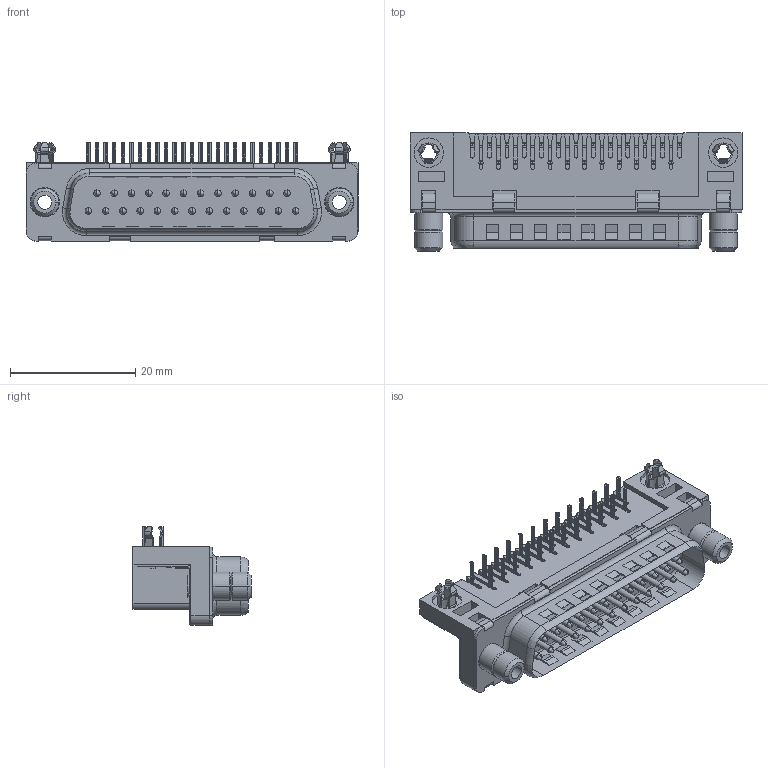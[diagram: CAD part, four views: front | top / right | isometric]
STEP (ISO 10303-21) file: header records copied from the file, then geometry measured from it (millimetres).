
FILE_DESCRIPTION((''),'2;1');
FILE_NAME('D25P33E4GV00LF','2007-07-30T',('vrajkris'),('FCI - CDC Division'),'PRO/ENGINEER BY PARAMETRIC TECHNOLOGY CORPORATION, 2006140','PRO/ENGINEER BY PARAMETRIC TECHNOLOGY CORPORATION, 2006140','');
FILE_SCHEMA(('CONFIG_CONTROL_DESIGN'));
Products named in the file (1): D25P33E4GV00LFC
Bounding box: 53.03 x 18.85 x 15.75 mm (x, y, z)
Volume: 5117.2 mm3; surface area: 7127.8 mm2
Topology: 1 solids, 3 shells, 2395 faces, 7039 edges, 4597 vertices
Faces by surface type: plane 1446, cylinder 737, torus 128, bspline 72, cone 12
Entity records: 83322 total; most frequent: CARTESIAN_POINT 18530, ORIENTED_EDGE 13978, DIRECTION 13243, EDGE_CURVE 6989, VECTOR 4949, LINE 4949, VERTEX_POINT 4597, AXIS2_PLACEMENT_3D 4147
